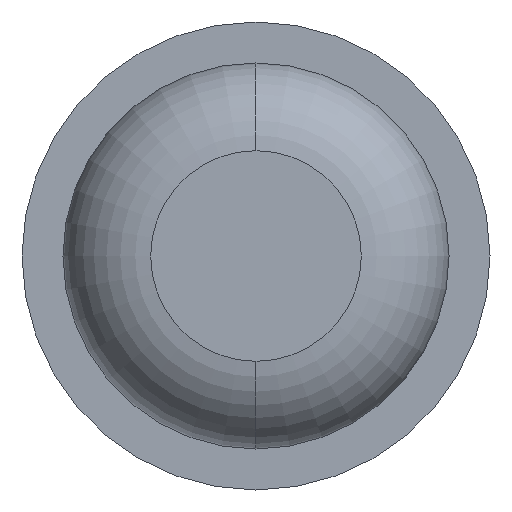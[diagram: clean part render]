
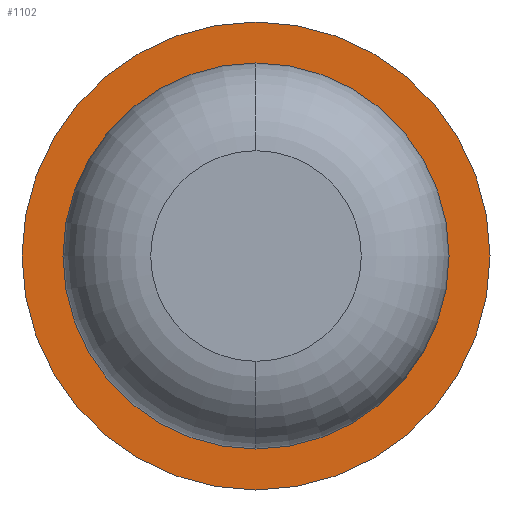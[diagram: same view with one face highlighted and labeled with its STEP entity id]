
A CAD part, front view. The second image highlights one B-rep face of the part: STEP entity #1102.
In plain terms, the highlighted planar face has unit normal (0, -1, 0).
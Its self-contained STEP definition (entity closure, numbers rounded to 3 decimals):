
#377 = VERTEX_POINT ( 'NONE', #3806 ) ;
#385 = AXIS2_PLACEMENT_3D ( 'NONE', #1801, #3051, #823 ) ;
#415 = EDGE_CURVE ( 'Defeature ausgef�hrt1_2+Defeature ausgef�hrt1_1+Defeature ausgef�hrt1_1+Defeature ausgef�hrt1_1', #2584, #2190, #503, .T. ) ;
#442 = ORIENTED_EDGE ( 'NONE', *, *, #2890, .T. ) ;
#503 = CIRCLE ( 'NONE', #2083, 1. ) ;
#597 = AXIS2_PLACEMENT_3D ( 'NONE', #1606, #1937, #1891 ) ;
#599 = CARTESIAN_POINT ( 'NONE',  ( 0., -2., 0. ) ) ;
#626 = CARTESIAN_POINT ( 'NONE',  ( 0., -2., 0. ) ) ;
#729 = CIRCLE ( 'NONE', #2019, 0.825 ) ;
#746 = ORIENTED_EDGE ( 'NONE', *, *, #415, .F. ) ;
#823 = DIRECTION ( 'NONE',  ( -1., 0., 0. ) ) ;
#826 = CIRCLE ( 'NONE', #597, 0.825 ) ;
#893 = DIRECTION ( 'NONE',  ( -1., 0., 0. ) ) ;
#931 = FACE_BOUND ( 'NONE', #3138, .T. ) ;
#936 = DIRECTION ( 'NONE',  ( -1., 0., 0. ) ) ;
#1091 = ORIENTED_EDGE ( 'NONE', *, *, #1635, .F. ) ;
#1102 = ADVANCED_FACE ( 'Defeature ausgef�hrt1_1', ( #1782, #931 ), #1458, .F. ) ;
#1401 = CARTESIAN_POINT ( 'NONE',  ( 0., -2., -0.825 ) ) ;
#1458 = PLANE ( 'NONE',  #385 ) ;
#1550 = DIRECTION ( 'NONE',  ( 0., 1., 0. ) ) ;
#1583 = EDGE_LOOP ( 'NONE', ( #1091, #746 ) ) ;
#1587 = AXIS2_PLACEMENT_3D ( 'NONE', #626, #4093, #2555 ) ;
#1604 = CARTESIAN_POINT ( 'NONE',  ( 0., -2., 0. ) ) ;
#1606 = CARTESIAN_POINT ( 'NONE',  ( 0., -2., 0. ) ) ;
#1635 = EDGE_CURVE ( 'Defeature ausgef�hrt1_2+Defeature ausgef�hrt1_1+Defeature ausgef�hrt1_1+Defeature ausgef�hrt1_1', #2190, #2584, #2182, .T. ) ;
#1719 = VERTEX_POINT ( 'NONE', #1401 ) ;
#1782 = FACE_OUTER_BOUND ( 'NONE', #1583, .T. ) ;
#1801 = CARTESIAN_POINT ( 'NONE',  ( 0.825, -2., 0. ) ) ;
#1891 = DIRECTION ( 'NONE',  ( -1., 0., 0. ) ) ;
#1937 = DIRECTION ( 'NONE',  ( 0., 1., 0. ) ) ;
#2019 = AXIS2_PLACEMENT_3D ( 'NONE', #599, #1550, #893 ) ;
#2083 = AXIS2_PLACEMENT_3D ( 'NONE', #1604, #2575, #936 ) ;
#2182 = CIRCLE ( 'NONE', #1587, 1. ) ;
#2190 = VERTEX_POINT ( 'NONE', #2407 ) ;
#2407 = CARTESIAN_POINT ( 'NONE',  ( -1., -2., 0. ) ) ;
#2409 = EDGE_CURVE ( 'Defeature ausgef�hrt1_1+Defeature ausgef�hrt1_4+Defeature ausgef�hrt1_4+Defeature ausgef�hrt1_4', #377, #1719, #826, .T. ) ;
#2555 = DIRECTION ( 'NONE',  ( -1., 0., 0. ) ) ;
#2575 = DIRECTION ( 'NONE',  ( 0., 1., 0. ) ) ;
#2584 = VERTEX_POINT ( 'NONE', #2652 ) ;
#2652 = CARTESIAN_POINT ( 'NONE',  ( 1., -2., 0. ) ) ;
#2671 = ORIENTED_EDGE ( 'NONE', *, *, #2409, .T. ) ;
#2890 = EDGE_CURVE ( 'Defeature ausgef�hrt1_1+Defeature ausgef�hrt1_4+Defeature ausgef�hrt1_4+Defeature ausgef�hrt1_4', #1719, #377, #729, .T. ) ;
#3051 = DIRECTION ( 'NONE',  ( 0., 1., 0. ) ) ;
#3138 = EDGE_LOOP ( 'NONE', ( #2671, #442 ) ) ;
#3806 = CARTESIAN_POINT ( 'NONE',  ( 0., -2., 0.825 ) ) ;
#4093 = DIRECTION ( 'NONE',  ( 0., 1., 0. ) ) ;
